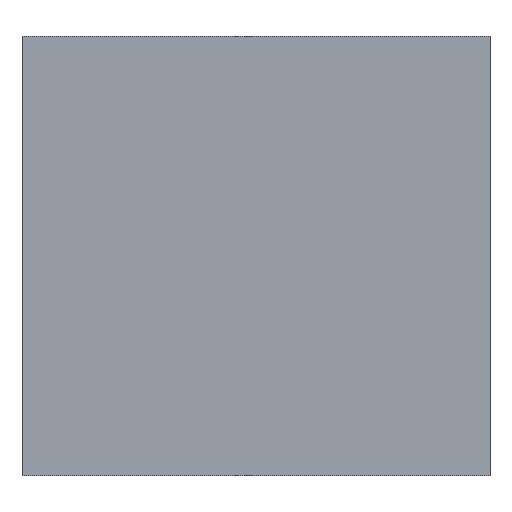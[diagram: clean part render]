
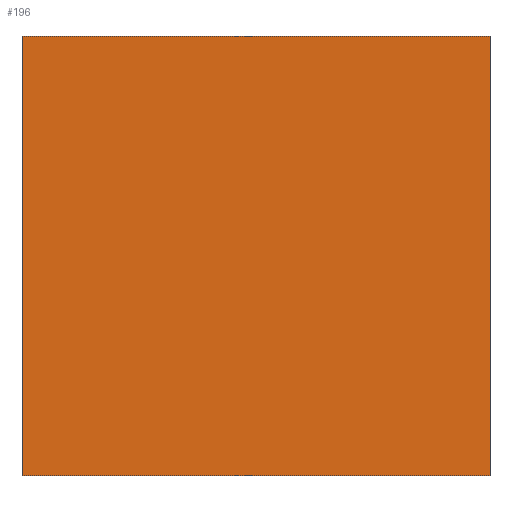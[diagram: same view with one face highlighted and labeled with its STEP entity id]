
A CAD part, front view. The second image highlights one B-rep face of the part: STEP entity #196.
In plain terms, the highlighted planar face has unit normal (0, -1, 0).
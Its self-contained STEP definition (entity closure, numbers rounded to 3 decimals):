
#70=CARTESIAN_POINT('Vertex',(90.31,0.,214.6)) ;
#75=CARTESIAN_POINT('Line Origine',(90.31,0.,7.3)) ;
#79=CARTESIAN_POINT('Vertex',(90.31,0.,-200.)) ;
#106=CARTESIAN_POINT('Line Origine',(-130.542,0.,-200.)) ;
#110=CARTESIAN_POINT('Vertex',(-351.394,0.,-200.)) ;
#137=CARTESIAN_POINT('Line Origine',(-351.394,0.,7.3)) ;
#141=CARTESIAN_POINT('Vertex',(-351.394,0.,214.6)) ;
#168=CARTESIAN_POINT('Line Origine',(-130.542,0.,214.6)) ;
#185=CARTESIAN_POINT('Axis2P3D Location',(0.,0.,0.)) ;
#76=DIRECTION('Vector Direction',(0.,0.,-1.)) ;
#107=DIRECTION('Vector Direction',(1.,0.,0.)) ;
#138=DIRECTION('Vector Direction',(0.,0.,1.)) ;
#169=DIRECTION('Vector Direction',(-1.,0.,0.)) ;
#186=DIRECTION('Axis2P3D Direction',(0.,1.,0.)) ;
#187=DIRECTION('Axis2P3D XDirection',(-1.,0.,0.)) ;
#188=AXIS2_PLACEMENT_3D('Plane Axis2P3D',#185,#186,#187) ;
#191=ORIENTED_EDGE('',*,*,#172,.F.) ;
#192=ORIENTED_EDGE('',*,*,#143,.F.) ;
#193=ORIENTED_EDGE('',*,*,#112,.F.) ;
#194=ORIENTED_EDGE('',*,*,#81,.F.) ;
#77=VECTOR('Line Direction',#76,1.) ;
#108=VECTOR('Line Direction',#107,1.) ;
#139=VECTOR('Line Direction',#138,1.) ;
#170=VECTOR('Line Direction',#169,1.) ;
#196=ADVANCED_FACE('',(#195),#189,.F.) ;
#81=EDGE_CURVE('',#71,#80,#78,.T.) ;
#112=EDGE_CURVE('',#80,#111,#109,.F.) ;
#143=EDGE_CURVE('',#111,#142,#140,.T.) ;
#172=EDGE_CURVE('',#142,#71,#171,.F.) ;
#190=EDGE_LOOP('',(#191,#192,#193,#194)) ;
#195=FACE_OUTER_BOUND('',#190,.T.) ;
#78=LINE('Line',#75,#77) ;
#109=LINE('Line',#106,#108) ;
#140=LINE('Line',#137,#139) ;
#171=LINE('Line',#168,#170) ;
#189=PLANE('Plane',#188) ;
#71=VERTEX_POINT('',#70) ;
#80=VERTEX_POINT('',#79) ;
#111=VERTEX_POINT('',#110) ;
#142=VERTEX_POINT('',#141) ;
